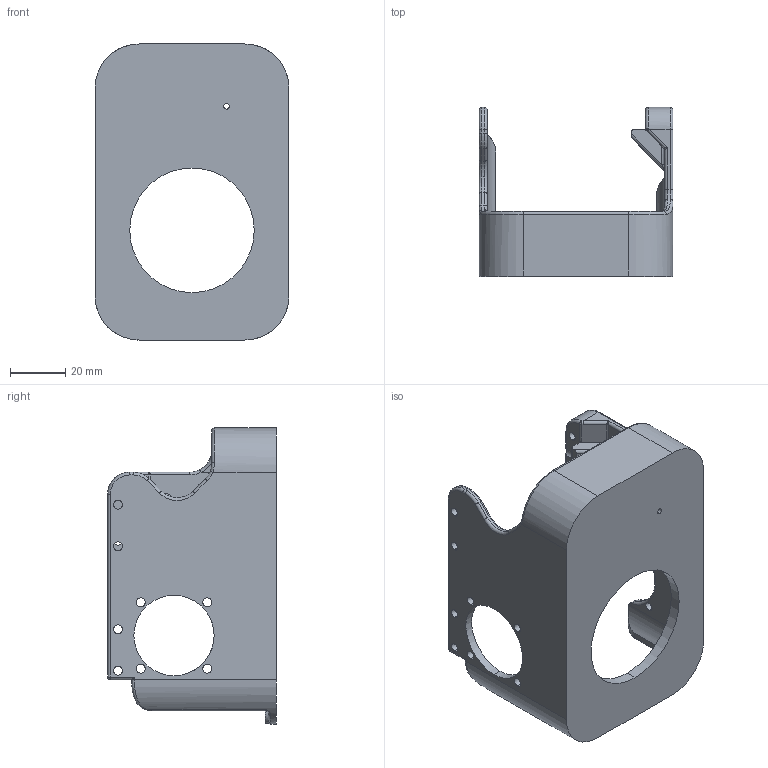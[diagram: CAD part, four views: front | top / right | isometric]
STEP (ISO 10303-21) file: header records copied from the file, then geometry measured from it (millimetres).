
FILE_DESCRIPTION (( 'STEP AP214' ), '1' );
FILE_NAME ('tool face body.STEP', '2025-05-20T22:26:45', ( '' ), ( '' ), 'SwSTEP 2.0', 'SolidWorks 2024', '' );
FILE_SCHEMA (( 'AUTOMOTIVE_DESIGN' ));
Length unit declared in the file: millimetre
Products named in the file (1): tool face body
Bounding box: 70.1 x 61 x 107 mm (x, y, z)
Volume: 49283.3 mm3; surface area: 34232.8 mm2
Topology: 1 solids, 1 shells, 237 faces, 604 edges, 369 vertices
Faces by surface type: cylinder 132, plane 57, torus 27, bspline 13, sphere 8
Entity records: 8032 total; most frequent: CARTESIAN_POINT 2170, DIRECTION 1301, ORIENTED_EDGE 1198, EDGE_CURVE 599, AXIS2_PLACEMENT_3D 530, VERTEX_POINT 369, CIRCLE 305, EDGE_LOOP 276
